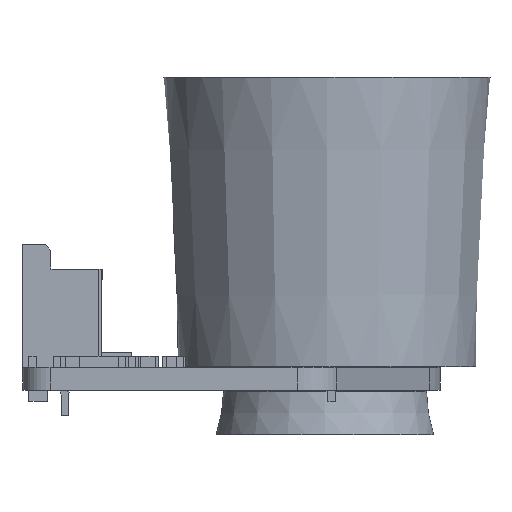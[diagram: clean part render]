
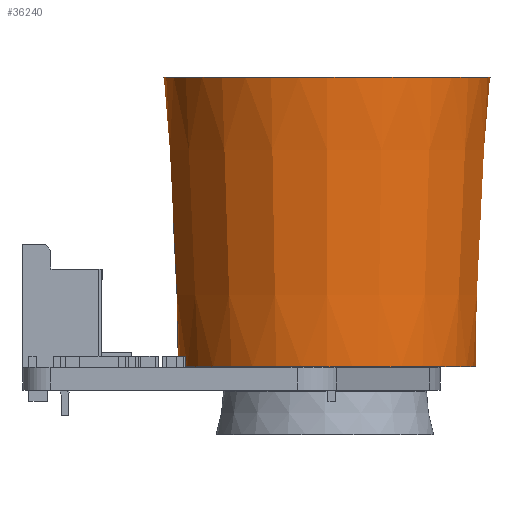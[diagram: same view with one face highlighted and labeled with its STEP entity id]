
A CAD part, left-side view. The second image highlights one B-rep face of the part: STEP entity #36240.
In plain terms, the highlighted conical face has half-angle 2.862 degrees and reference radius 10.75 mm.
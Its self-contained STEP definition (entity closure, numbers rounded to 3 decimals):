
#11=CONICAL_SURFACE('',#38094,10.75,0.05);
#1833=CIRCLE('',#38095,11.25);
#1834=CIRCLE('',#38096,10.25);
#2452=FACE_OUTER_BOUND('',#3320,.T.);
#3320=EDGE_LOOP('',(#33787,#33788,#33789,#33790));
#8490=LINE('',#60307,#13916);
#13916=VECTOR('',#46134,10.75);
#19966=VERTEX_POINT('',#60304);
#19967=VERTEX_POINT('',#60306);
#26241=EDGE_CURVE('',#19966,#19966,#1833,.T.);
#26242=EDGE_CURVE('',#19966,#19967,#8490,.T.);
#26243=EDGE_CURVE('',#19967,#19967,#1834,.T.);
#33787=ORIENTED_EDGE('',*,*,#26241,.F.);
#33788=ORIENTED_EDGE('',*,*,#26242,.T.);
#33789=ORIENTED_EDGE('',*,*,#26243,.T.);
#33790=ORIENTED_EDGE('',*,*,#26242,.F.);
#36240=ADVANCED_FACE('',(#2452),#11,.T.);
#38094=AXIS2_PLACEMENT_3D('',#60303,#46130,#46131);
#38095=AXIS2_PLACEMENT_3D('',#60305,#46132,#46133);
#38096=AXIS2_PLACEMENT_3D('',#60308,#46135,#46136);
#46130=DIRECTION('center_axis',(0.,0.,1.));
#46131=DIRECTION('ref_axis',(1.,0.,0.));
#46132=DIRECTION('center_axis',(0.,0.,1.));
#46133=DIRECTION('ref_axis',(-1.,0.,0.));
#46134=DIRECTION('',(0.05,0.,-0.999));
#46135=DIRECTION('center_axis',(0.,0.,1.));
#46136=DIRECTION('ref_axis',(1.,0.,0.));
#60303=CARTESIAN_POINT('Origin',(0.,-16.22,
7.5));
#60304=CARTESIAN_POINT('',(-11.25,-16.22,17.5));
#60305=CARTESIAN_POINT('Origin',(0.,-16.22,
17.5));
#60306=CARTESIAN_POINT('',(-10.25,-16.22,-2.5));
#60307=CARTESIAN_POINT('',(-10.75,-16.22,7.5));
#60308=CARTESIAN_POINT('Origin',(0.,-16.22,
-2.5));
